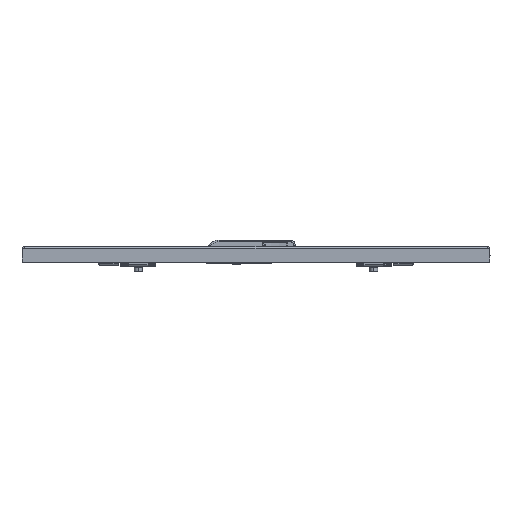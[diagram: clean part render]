
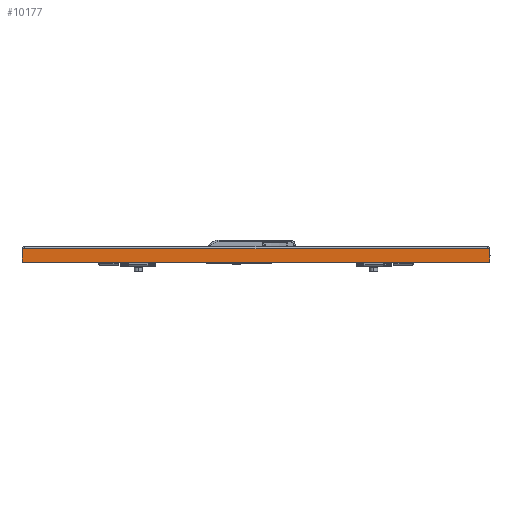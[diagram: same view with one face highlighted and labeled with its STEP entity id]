
A CAD part, left-side view. The second image highlights one B-rep face of the part: STEP entity #10177.
In plain terms, the highlighted planar face has unit normal (-1, 0, 0).
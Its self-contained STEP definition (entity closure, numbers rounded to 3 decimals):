
#3976 = CARTESIAN_POINT ( 'NONE',  ( -197., -297.5, -3. ) ) ;
#3977 = CARTESIAN_POINT ( 'NONE',  ( -197., 0., -20. ) ) ;
#3978 = DIRECTION ( 'NONE',  ( 0., -1., 0. ) ) ;
#3983 = DIRECTION ( 'NONE',  ( 0., -1., 0. ) ) ;
#3984 = CARTESIAN_POINT ( 'NONE',  ( -197., 297.5, 0. ) ) ;
#3988 = CARTESIAN_POINT ( 'NONE',  ( -197., -297.5, 0. ) ) ;
#3989 = DIRECTION ( 'NONE',  ( 0., 0., 1. ) ) ;
#3993 = CARTESIAN_POINT ( 'NONE',  ( -197., -297.5, -3. ) ) ;
#3996 = DIRECTION ( 'NONE',  ( 0., 0., -1. ) ) ;
#4001 = DIRECTION ( 'NONE',  ( 0., -1., 0. ) ) ;
#4002 = CARTESIAN_POINT ( 'NONE',  ( -197., -297.5, -3. ) ) ;
#4003 = DIRECTION ( 'NONE',  ( 0., -1., 0. ) ) ;
#4701 = CARTESIAN_POINT ( 'NONE',  ( -197., -297.5, -3. ) ) ;
#4703 = CARTESIAN_POINT ( 'NONE',  ( -197., 297.5, -20. ) ) ;
#4706 = CARTESIAN_POINT ( 'NONE',  ( -197., 297.5, -3. ) ) ;
#4707 = CARTESIAN_POINT ( 'NONE',  ( -197., -297.5, -20. ) ) ;
#4708 = CARTESIAN_POINT ( 'NONE',  ( -197., -294.5, -3. ) ) ;
#4711 = CARTESIAN_POINT ( 'NONE',  ( -197., 294.5, -3. ) ) ;
#10177 = ADVANCED_FACE ( 'NONE', ( #16382 ), #13129, .F. ) ;
#13122 = CARTESIAN_POINT ( 'NONE',  ( -197., 0., 0. ) ) ;
#13129 = PLANE ( 'NONE',  #18142 ) ;
#13131 = DIRECTION ( 'NONE',  ( 1., 0., 0. ) ) ;
#13132 = DIRECTION ( 'NONE',  ( 0., 0., -1. ) ) ;
#16382 = FACE_OUTER_BOUND ( 'NONE', #20434, .T. ) ;
#18142 = AXIS2_PLACEMENT_3D ( 'NONE', #13122, #13131, #13132 ) ;
#20434 = EDGE_LOOP ( 'NONE', ( #21162, #21164, #21166, #21168, #21170, #21172 ) ) ;
#20593 = VERTEX_POINT ( 'NONE', #4701 ) ;
#20595 = VERTEX_POINT ( 'NONE', #4703 ) ;
#20598 = VERTEX_POINT ( 'NONE', #4706 ) ;
#20599 = VERTEX_POINT ( 'NONE', #4707 ) ;
#20601 = VERTEX_POINT ( 'NONE', #4708 ) ;
#20604 = VERTEX_POINT ( 'NONE', #4711 ) ;
#21162 = ORIENTED_EDGE ( 'NONE', *, *, #30527, .F. ) ;
#21164 = ORIENTED_EDGE ( 'NONE', *, *, #30519, .T. ) ;
#21166 = ORIENTED_EDGE ( 'NONE', *, *, #30507, .T. ) ;
#21168 = ORIENTED_EDGE ( 'NONE', *, *, #30512, .T. ) ;
#21170 = ORIENTED_EDGE ( 'NONE', *, *, #30525, .F. ) ;
#21172 = ORIENTED_EDGE ( 'NONE', *, *, #30501, .F. ) ;
#27126 = LINE ( 'NONE', #3976, #27131 ) ;
#27131 = VECTOR ( 'NONE', #3978, 1000. ) ;
#27132 = LINE ( 'NONE', #3977, #27139 ) ;
#27139 = VECTOR ( 'NONE', #3983, 1000. ) ;
#27144 = LINE ( 'NONE', #3988, #27148 ) ;
#27148 = VECTOR ( 'NONE', #3989, 1000. ) ;
#27151 = LINE ( 'NONE', #3984, #27157 ) ;
#27153 = LINE ( 'NONE', #3993, #27164 ) ;
#27157 = VECTOR ( 'NONE', #3996, 1000. ) ;
#27163 = LINE ( 'NONE', #4002, #27167 ) ;
#27164 = VECTOR ( 'NONE', #4001, 1000. ) ;
#27167 = VECTOR ( 'NONE', #4003, 1000. ) ;
#30501 = EDGE_CURVE ( 'NONE', #20604, #20601, #27126, .T. ) ;
#30507 = EDGE_CURVE ( 'NONE', #20595, #20599, #27132, .T. ) ;
#30512 = EDGE_CURVE ( 'NONE', #20599, #20593, #27144, .T. ) ;
#30519 = EDGE_CURVE ( 'NONE', #20598, #20595, #27151, .T. ) ;
#30525 = EDGE_CURVE ( 'NONE', #20601, #20593, #27153, .T. ) ;
#30527 = EDGE_CURVE ( 'NONE', #20598, #20604, #27163, .T. ) ;
